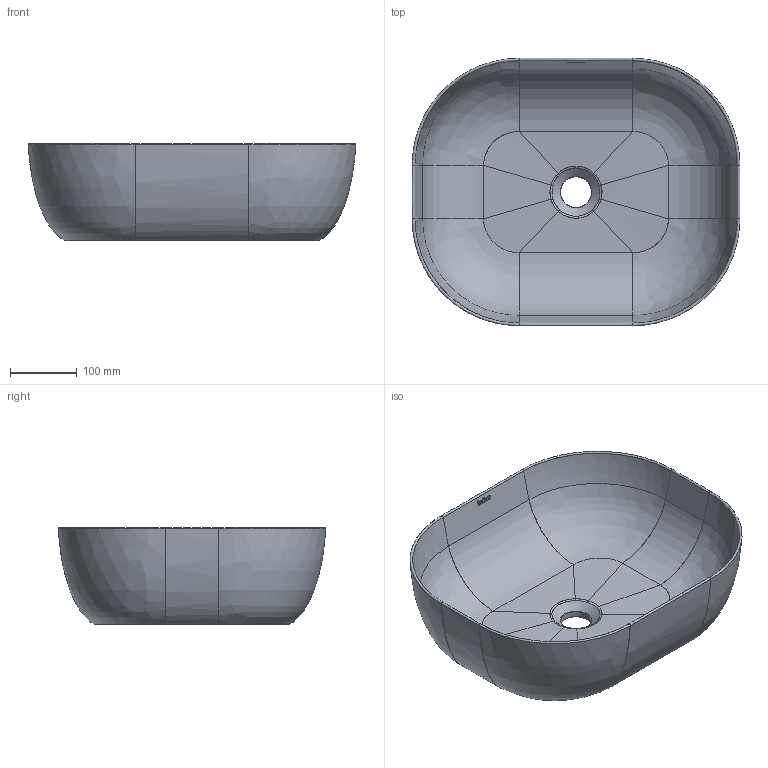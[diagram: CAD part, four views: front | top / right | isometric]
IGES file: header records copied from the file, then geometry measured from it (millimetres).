
Global section: file name: 118H4072_Olea Rectangular.igs; native system: Rhinoceros ( Feb 26 2015 ); preprocessor: Trout Lake IGES 012 Feb 26 2015; date: 200611.064724; units: millimetre
Bounding box: 489.78 x 399.78 x 145 mm (x, y, z)
Surface area: 607076.5 mm2 (no closed solid volume)
Topology: 0 solids, 0 shells, 156 faces, 1774 edges, 1758 vertices
Faces by surface type: bspline 156
